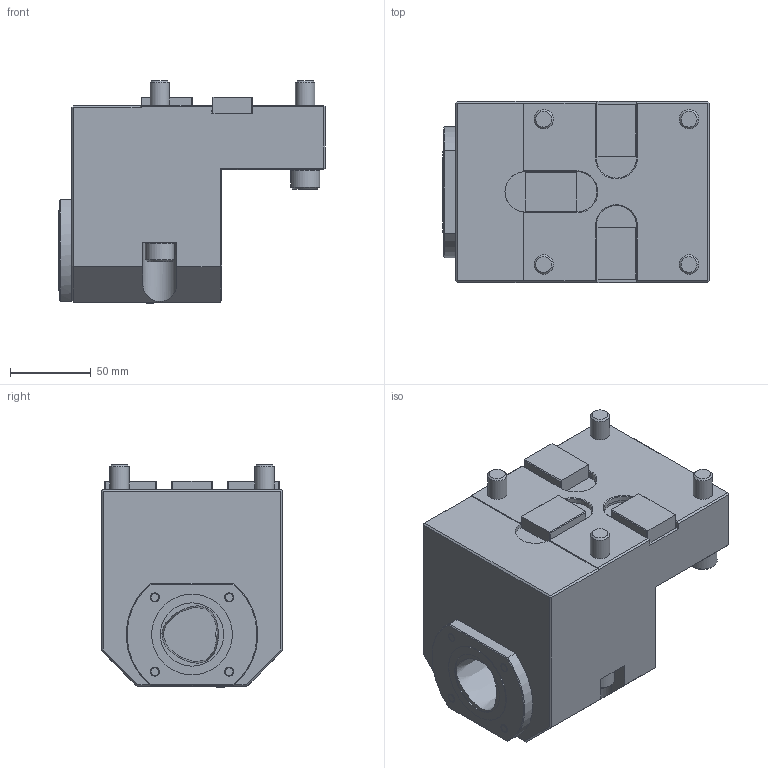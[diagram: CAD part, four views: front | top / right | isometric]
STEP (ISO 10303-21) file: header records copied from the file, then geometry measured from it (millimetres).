
FILE_DESCRIPTION(/* description */ (''),/* implementation_level */ '2;1');
FILE_NAME(/* name */ '1616506656529.stp',/* time_stamp */ '2021-03-23T14:37:42+01:00',/* author */ (''),/* organization */ ('SMS'),/* preprocessor_version */ 'ST-DEVELOPER v16.7',/* originating_system */ 'SIEMENS PLM Software NX 12.0',/* authorisation */ '');
FILE_SCHEMA (('AUTOMOTIVE_DESIGN { 1 0 10303 214 3 1 1 1 }'));
Length unit declared in the file: millimetre
Products named in the file (1): 203444761mod000_00
Bounding box: 165 x 112 x 137.55 mm (x, y, z)
Volume: 1522761.1 mm3; surface area: 101536.5 mm2
Topology: 1 solids, 1 shells, 188 faces, 444 edges, 272 vertices
Faces by surface type: plane 142, cylinder 21, cone 19, sphere 5, bspline 1
Full cylindrical faces by diameter (mm): 3 x1, 12 x4, 18 x4, 39.2 x1, 50 x1
Entity records: 5270 total; most frequent: CARTESIAN_POINT 1084, DIRECTION 843, ORIENTED_EDGE 802, EDGE_CURVE 401, LINE 313, VECTOR 313, AXIS2_PLACEMENT_3D 265, VERTEX_POINT 255
